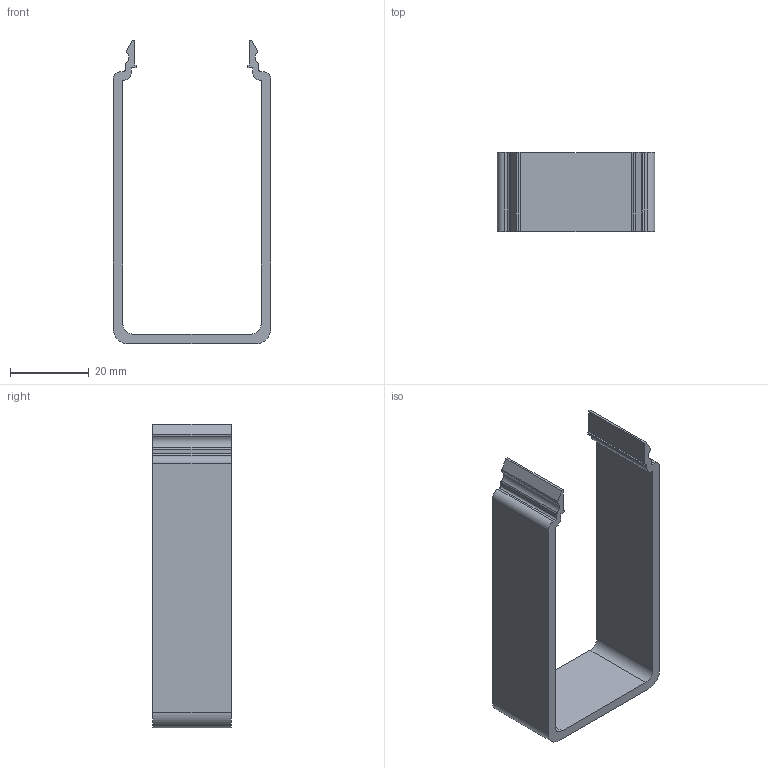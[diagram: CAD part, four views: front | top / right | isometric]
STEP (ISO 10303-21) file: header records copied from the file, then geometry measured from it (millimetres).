
FILE_DESCRIPTION (( 'STEP AP203' ), '1' );
FILE_NAME ('201418999_c_1.STEP', '2024-03-19T16:02:52', ( '' ), ( '' ), 'SwSTEP 2.0', 'SolidWorks 2014', '' );
FILE_SCHEMA (( 'CONFIG_CONTROL_DESIGN' ));
Length unit declared in the file: millimetre
Products named in the file (1): 201418999_c_1
Bounding box: 40 x 20 x 77 mm (x, y, z)
Volume: 9227.3 mm3; surface area: 8618.9 mm2
Topology: 1 solids, 1 shells, 44 faces, 126 edges, 84 vertices
Faces by surface type: plane 28, cylinder 16
Entity records: 1519 total; most frequent: CARTESIAN_POINT 255, ORIENTED_EDGE 252, DIRECTION 248, EDGE_CURVE 126, VECTOR 94, LINE 94, VERTEX_POINT 84, AXIS2_PLACEMENT_3D 77
